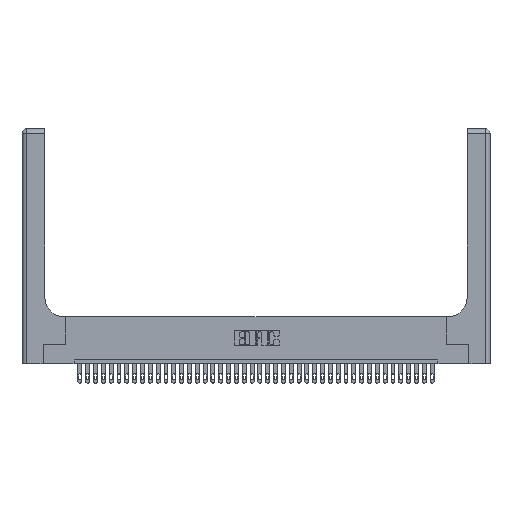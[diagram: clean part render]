
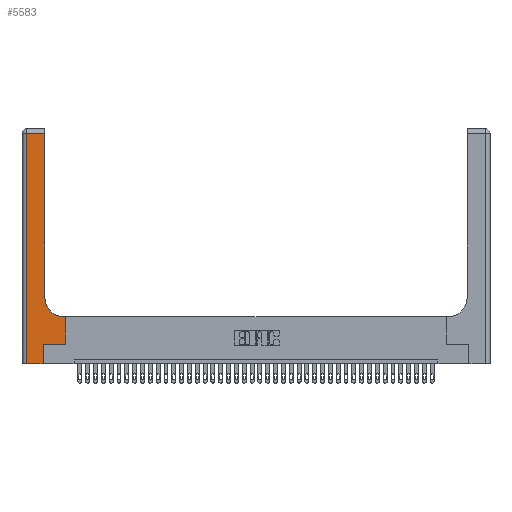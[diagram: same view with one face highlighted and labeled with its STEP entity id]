
A CAD part, top view. The second image highlights one B-rep face of the part: STEP entity #5583.
In plain terms, the highlighted planar face has unit normal (0, 0, 1).
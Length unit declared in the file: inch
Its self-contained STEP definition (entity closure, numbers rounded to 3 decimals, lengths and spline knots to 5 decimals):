
#36 = EDGE_CURVE ( 'NONE', #639, #10180, #38427, .T. ) ;
#639 = VERTEX_POINT ( 'NONE', #18621 ) ;
#1048 = LINE ( 'NONE', #6480, #37022 ) ;
#1192 = VERTEX_POINT ( 'NONE', #15625 ) ;
#1777 = VERTEX_POINT ( 'NONE', #26452 ) ;
#2367 = CARTESIAN_POINT ( 'NONE',  ( 0., 2.94, 0.37 ) ) ;
#3129 = VECTOR ( 'NONE', #22532, 39.37008 ) ;
#4381 = CARTESIAN_POINT ( 'NONE',  ( 0.2915, 3., 0.37 ) ) ;
#4681 = CARTESIAN_POINT ( 'NONE',  ( 0.2915, 0.6, 0.37 ) ) ;
#5008 = LINE ( 'NONE', #15988, #17804 ) ;
#5583 = ADVANCED_FACE ( 'NONE', ( #32406 ), #23308, .F. ) ;
#5683 = CARTESIAN_POINT ( 'NONE',  ( 0.06, 2.94, 0.37 ) ) ;
#6159 = CIRCLE ( 'NONE', #6843, 0.25 ) ;
#6472 = CARTESIAN_POINT ( 'NONE',  ( 0.5415, 0.85, 0.37 ) ) ;
#6480 = CARTESIAN_POINT ( 'NONE',  ( 0., 0., 0.37 ) ) ;
#6843 = AXIS2_PLACEMENT_3D ( 'NONE', #6472, #16613, #28223 ) ;
#7425 = DIRECTION ( 'NONE',  ( 0., 1., 0. ) ) ;
#7573 = ORIENTED_EDGE ( 'NONE', *, *, #12782, .T. ) ;
#7835 = CARTESIAN_POINT ( 'NONE',  ( 0.269, 0.25, 0.37 ) ) ;
#7880 = EDGE_CURVE ( 'NONE', #12655, #1192, #6159, .T. ) ;
#8663 = EDGE_CURVE ( 'NONE', #1192, #20795, #12702, .T. ) ;
#8971 = ORIENTED_EDGE ( 'NONE', *, *, #11197, .T. ) ;
#9794 = DIRECTION ( 'NONE',  ( 1., 0., 0. ) ) ;
#10180 = VERTEX_POINT ( 'NONE', #18155 ) ;
#10354 = EDGE_CURVE ( 'NONE', #30463, #23081, #16089, .T. ) ;
#11197 = EDGE_CURVE ( 'NONE', #20795, #38061, #24542, .T. ) ;
#11802 = VECTOR ( 'NONE', #7425, 39.37008 ) ;
#12655 = VERTEX_POINT ( 'NONE', #28009 ) ;
#12702 = LINE ( 'NONE', #4381, #11802 ) ;
#12782 = EDGE_CURVE ( 'NONE', #38061, #1777, #5008, .T. ) ;
#13250 = ORIENTED_EDGE ( 'NONE', *, *, #10354, .T. ) ;
#13843 = CARTESIAN_POINT ( 'NONE',  ( 0.269, 0., 0.37 ) ) ;
#14632 = DIRECTION ( 'NONE',  ( 0., 1., 0. ) ) ;
#15167 = VECTOR ( 'NONE', #30375, 39.37008 ) ;
#15522 = ORIENTED_EDGE ( 'NONE', *, *, #23116, .T. ) ;
#15625 = CARTESIAN_POINT ( 'NONE',  ( 0.2915, 0.85, 0.37 ) ) ;
#15988 = CARTESIAN_POINT ( 'NONE',  ( 0.06, 3., 0.37 ) ) ;
#16089 = LINE ( 'NONE', #38759, #15167 ) ;
#16613 = DIRECTION ( 'NONE',  ( 0., 0., -1. ) ) ;
#17117 = ORIENTED_EDGE ( 'NONE', *, *, #8663, .T. ) ;
#17216 = AXIS2_PLACEMENT_3D ( 'NONE', #29906, #32442, #26307 ) ;
#17804 = VECTOR ( 'NONE', #27608, 39.37008 ) ;
#18017 = ORIENTED_EDGE ( 'NONE', *, *, #36, .T. ) ;
#18155 = CARTESIAN_POINT ( 'NONE',  ( 0.5585, 0.6, 0.37 ) ) ;
#18621 = CARTESIAN_POINT ( 'NONE',  ( 0.5585, 0.25, 0.37 ) ) ;
#20795 = VERTEX_POINT ( 'NONE', #34001 ) ;
#20884 = EDGE_CURVE ( 'NONE', #10180, #12655, #33385, .T. ) ;
#21283 = ORIENTED_EDGE ( 'NONE', *, *, #7880, .T. ) ;
#22532 = DIRECTION ( 'NONE',  ( -1., 0., 0. ) ) ;
#23081 = VERTEX_POINT ( 'NONE', #7835 ) ;
#23116 = EDGE_CURVE ( 'NONE', #23081, #639, #24081, .T. ) ;
#23308 = PLANE ( 'NONE',  #17216 ) ;
#24049 = DIRECTION ( 'NONE',  ( 1., 0., 0. ) ) ;
#24081 = LINE ( 'NONE', #27157, #25919 ) ;
#24542 = LINE ( 'NONE', #2367, #28752 ) ;
#25628 = VECTOR ( 'NONE', #14632, 39.37008 ) ;
#25919 = VECTOR ( 'NONE', #24049, 39.37008 ) ;
#26307 = DIRECTION ( 'NONE',  ( -1., 0., 0. ) ) ;
#26452 = CARTESIAN_POINT ( 'NONE',  ( 0.06, 0., 0.37 ) ) ;
#27157 = CARTESIAN_POINT ( 'NONE',  ( 0.269, 0.25, 0.37 ) ) ;
#27608 = DIRECTION ( 'NONE',  ( 0., -1., 0. ) ) ;
#28009 = CARTESIAN_POINT ( 'NONE',  ( 0.5415, 0.6, 0.37 ) ) ;
#28223 = DIRECTION ( 'NONE',  ( 1., 0., 0. ) ) ;
#28752 = VECTOR ( 'NONE', #35845, 39.37008 ) ;
#29516 = ORIENTED_EDGE ( 'NONE', *, *, #20884, .T. ) ;
#29701 = CARTESIAN_POINT ( 'NONE',  ( 0.5585, 0.25, 0.37 ) ) ;
#29906 = CARTESIAN_POINT ( 'NONE',  ( 0., 3., 0.37 ) ) ;
#30375 = DIRECTION ( 'NONE',  ( 0., 1., 0. ) ) ;
#30463 = VERTEX_POINT ( 'NONE', #13843 ) ;
#32406 = FACE_OUTER_BOUND ( 'NONE', #32921, .T. ) ;
#32442 = DIRECTION ( 'NONE',  ( 0., 0., -1. ) ) ;
#32921 = EDGE_LOOP ( 'NONE', ( #17117, #8971, #7573, #36800, #13250, #15522, #18017, #29516, #21283 ) ) ;
#33385 = LINE ( 'NONE', #4681, #3129 ) ;
#34001 = CARTESIAN_POINT ( 'NONE',  ( 0.2915, 2.94, 0.37 ) ) ;
#35845 = DIRECTION ( 'NONE',  ( -1., 0., 0. ) ) ;
#36800 = ORIENTED_EDGE ( 'NONE', *, *, #37656, .T. ) ;
#37022 = VECTOR ( 'NONE', #9794, 39.37008 ) ;
#37656 = EDGE_CURVE ( 'NONE', #1777, #30463, #1048, .T. ) ;
#38061 = VERTEX_POINT ( 'NONE', #5683 ) ;
#38427 = LINE ( 'NONE', #29701, #25628 ) ;
#38759 = CARTESIAN_POINT ( 'NONE',  ( 0.269, 0., 0.37 ) ) ;
